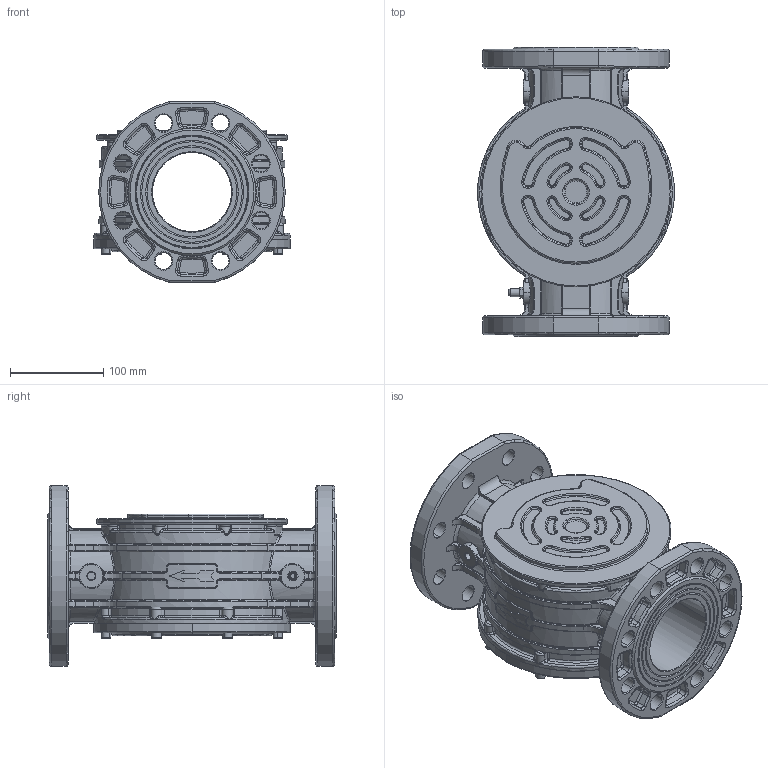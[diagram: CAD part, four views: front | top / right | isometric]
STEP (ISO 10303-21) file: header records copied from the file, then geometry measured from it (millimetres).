
FILE_DESCRIPTION((''),'2;1');
FILE_NAME('FF09_ASM','2014-03-07T',('Matteo Bolognesi'),(''),'PRO/ENGINEER BY PARAMETRIC TECHNOLOGY CORPORATION, 2012130','PRO/ENGINEER BY PARAMETRIC TECHNOLOGY CORPORATION, 2012130','');
FILE_SCHEMA(('CONFIG_CONTROL_DESIGN'));
Products named in the file (5): CO-1603; FO-1100; VITIM6; PRESSURETAP; FF09_ASM
Assembly tree (11 placements, depth 2):
  FF09_ASM
    CO-1603
    FO-1100
    VITIM6  x8
    PRESSURETAP
Bounding box: 211 x 310 x 194 mm (x, y, z)
Volume: 2384136.1 mm3; surface area: 490036.3 mm2
Topology: 11 solids, 20 shells, 2339 faces, 5393 edges, 3165 vertices
Faces by surface type: cylinder 709, torus 636, plane 514, bspline 352, cone 98, sphere 30
Entity records: 79158 total; most frequent: CARTESIAN_POINT 33008, DIRECTION 10240, ORIENTED_EDGE 9518, EDGE_CURVE 4777, AXIS2_PLACEMENT_3D 4509, VERTEX_POINT 2801, CIRCLE 2782, EDGE_LOOP 2188
